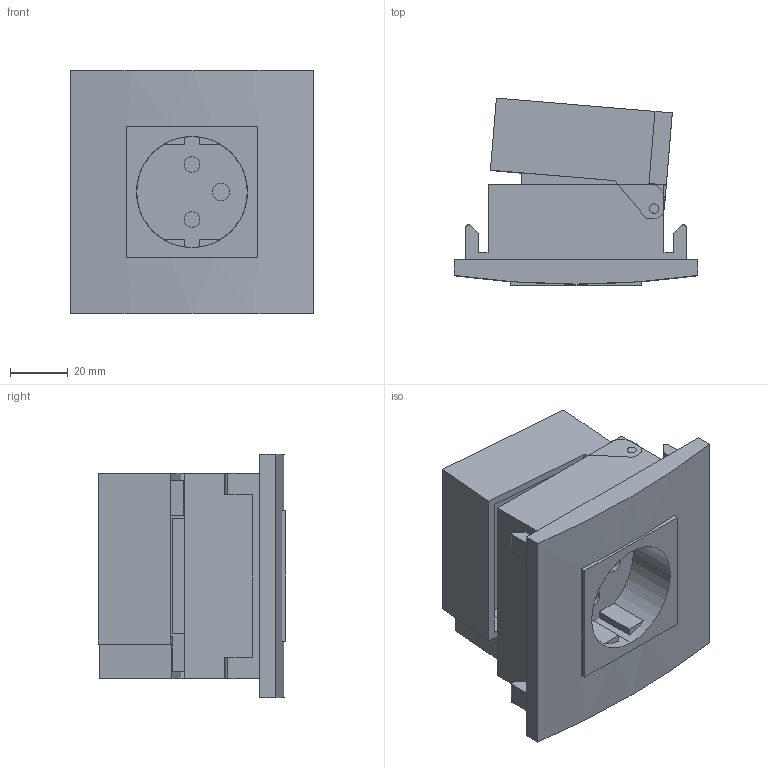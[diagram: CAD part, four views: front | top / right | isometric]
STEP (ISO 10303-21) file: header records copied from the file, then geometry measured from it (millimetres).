
FILE_DESCRIPTION (( 'STEP AP214' ), '1' );
FILE_NAME ('6119403.stp', '2020-07-20T09:24:35', ( '' ), ( '' ), 'SwSTEP 2.0', 'SolidWorks 2018', '' );
FILE_SCHEMA (( 'AUTOMOTIVE_DESIGN' ));
Length unit declared in the file: millimetre
Products named in the file (10): 044561_Standard; 001063T2_Standard; 044219_Standard; 043363_Standard; 044036_Standard; 104820_Standard; 6119403; 044679_Standard; 104821_Standard; 048561_Standard
Assembly tree (9 placements, depth 4):
  6119403
    048561_Standard
      044561_Standard
      001063T2_Standard
    043363_Standard
    044219_Standard
      044036_Standard
      104821_Standard
        104820_Standard
        044679_Standard
Bounding box: 84 x 64.77 x 84 mm (x, y, z)
Volume: 112262.5 mm3; surface area: 76156 mm2
Topology: 6 solids, 6 shells, 149 faces, 399 edges, 267 vertices
Faces by surface type: plane 114, cylinder 25, cone 10
Entity records: 5333 total; most frequent: CARTESIAN_POINT 854, DIRECTION 801, ORIENTED_EDGE 798, EDGE_CURVE 399, VECTOR 309, LINE 309, VERTEX_POINT 267, AXIS2_PLACEMENT_3D 246
